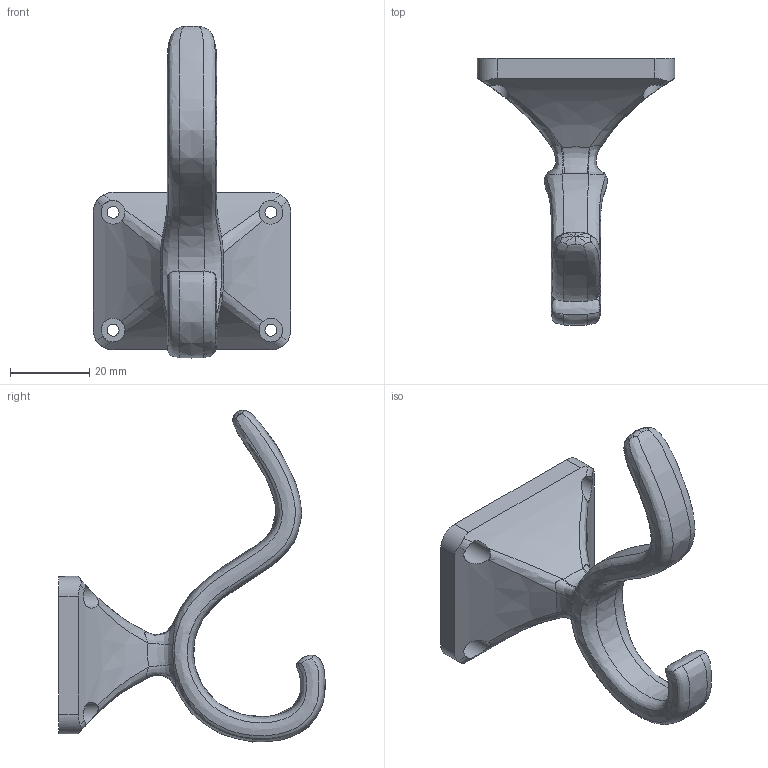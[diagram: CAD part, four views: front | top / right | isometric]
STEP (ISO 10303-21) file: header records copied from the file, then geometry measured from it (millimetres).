
FILE_DESCRIPTION(/* description */ (''),/* implementation_level */ '2;1');
FILE_NAME(/* name */ 'Towel Hook Design v7.stp',/* time_stamp */ '2016-10-10T22:46:12+09:00',/* author */ (''),/* organization */ (''),/* preprocessor_version */ 'ST-DEVELOPER v16.5',/* originating_system */ 'Autodesk Translation Framework v5.2.0.2031',/* authorisation */ '');
FILE_SCHEMA (('AUTOMOTIVE_DESIGN { 1 0 10303 214 3 1 1 }'));
Length unit declared in the file: centimetre
Products named in the file (1): Towel Hook Design v7
Bounding box: 49.74 x 67.23 x 83.63 mm (x, y, z)
Volume: 32372.4 mm3; surface area: 10385.8 mm2
Topology: 1 solids, 1 shells, 63 faces, 168 edges, 107 vertices
Faces by surface type: bspline 42, cylinder 12, plane 9
Full cylindrical faces by diameter (mm): 3 x4, 6 x4
Entity records: 15408 total; most frequent: CARTESIAN_POINT 14241, ORIENTED_EDGE 308, EDGE_CURVE 154, DIRECTION 118, VERTEX_POINT 101, EDGE_LOOP 79, B_SPLINE_CURVE_WITH_KNOTS 69, FACE_OUTER_BOUND 63
